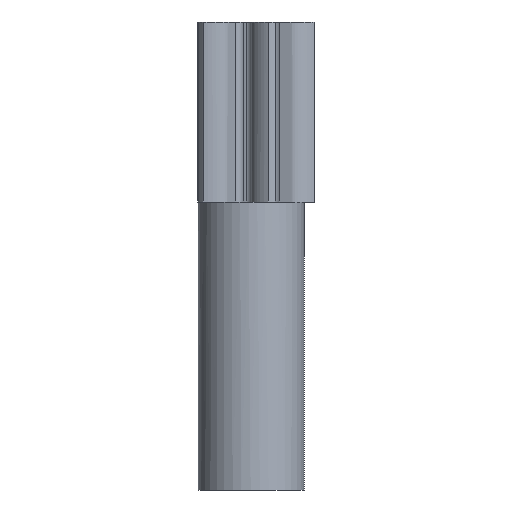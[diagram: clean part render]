
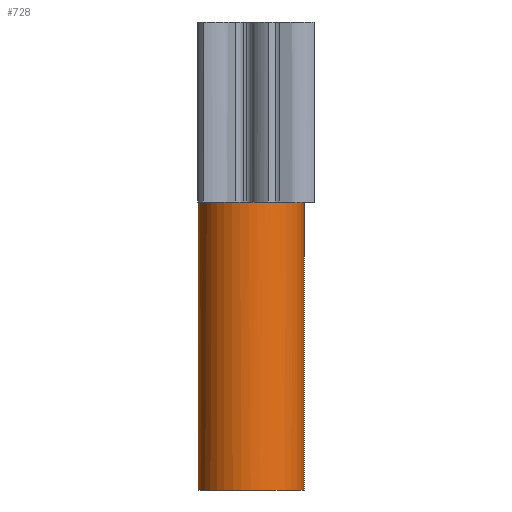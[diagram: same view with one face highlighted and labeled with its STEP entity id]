
A CAD part, front view. The second image highlights one B-rep face of the part: STEP entity #728.
In plain terms, the highlighted cylindrical face has radius 7.5 mm (diameter 15 mm), a full revolution.
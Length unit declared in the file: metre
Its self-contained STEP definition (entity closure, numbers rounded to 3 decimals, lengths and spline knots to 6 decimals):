
#102=CYLINDRICAL_SURFACE('',#823,0.0075);
#337=ORIENTED_EDGE('',*,*,#464,.F.);
#338=ORIENTED_EDGE('',*,*,#355,.T.);
#339=ORIENTED_EDGE('',*,*,#463,.T.);
#340=ORIENTED_EDGE('',*,*,#359,.T.);
#341=ORIENTED_EDGE('',*,*,#460,.T.);
#342=ORIENTED_EDGE('',*,*,#363,.T.);
#343=ORIENTED_EDGE('',*,*,#461,.T.);
#344=ORIENTED_EDGE('',*,*,#367,.T.);
#345=ORIENTED_EDGE('',*,*,#462,.T.);
#346=ORIENTED_EDGE('',*,*,#384,.T.);
#347=ORIENTED_EDGE('',*,*,#465,.T.);
#355=EDGE_CURVE('',#466,#467,#537,.T.);
#359=EDGE_CURVE('',#470,#471,#539,.T.);
#363=EDGE_CURVE('',#474,#475,#541,.T.);
#367=EDGE_CURVE('',#478,#479,#543,.T.);
#384=EDGE_CURVE('',#492,#493,#550,.T.);
#460=EDGE_CURVE('',#471,#474,#582,.T.);
#461=EDGE_CURVE('',#475,#478,#583,.T.);
#462=EDGE_CURVE('',#479,#492,#584,.T.);
#463=EDGE_CURVE('',#467,#470,#585,.T.);
#464=EDGE_CURVE('',#536,#536,#586,.T.);
#465=EDGE_CURVE('',#493,#466,#587,.T.);
#466=VERTEX_POINT('',#1031);
#467=VERTEX_POINT('',#1032);
#470=VERTEX_POINT('',#1090);
#471=VERTEX_POINT('',#1091);
#474=VERTEX_POINT('',#1149);
#475=VERTEX_POINT('',#1150);
#478=VERTEX_POINT('',#1208);
#479=VERTEX_POINT('',#1209);
#492=VERTEX_POINT('',#1294);
#493=VERTEX_POINT('',#1295);
#536=VERTEX_POINT('',#2250);
#537=CIRCLE('',#745,0.0075);
#539=CIRCLE('',#748,0.0075);
#541=CIRCLE('',#751,0.0075);
#543=CIRCLE('',#754,0.0075);
#550=CIRCLE('',#766,0.0075);
#582=CIRCLE('',#816,0.0075);
#583=CIRCLE('',#818,0.0075);
#584=CIRCLE('',#820,0.0075);
#585=CIRCLE('',#822,0.0075);
#586=CIRCLE('',#824,0.0075);
#587=CIRCLE('',#825,0.0075);
#628=EDGE_LOOP('',(#337));
#629=EDGE_LOOP('',(#338,#339,#340,#341,#342,#343,#344,#345,#346,#347));
#672=FACE_BOUND('',#628,.T.);
#673=FACE_BOUND('',#629,.T.);
#728=ADVANCED_FACE('',(#672,#673),#102,.T.);
#745=AXIS2_PLACEMENT_3D('',#1030,#832,#833);
#748=AXIS2_PLACEMENT_3D('',#1089,#838,#839);
#751=AXIS2_PLACEMENT_3D('',#1148,#844,#845);
#754=AXIS2_PLACEMENT_3D('',#1207,#850,#851);
#766=AXIS2_PLACEMENT_3D('',#1293,#882,#883);
#816=AXIS2_PLACEMENT_3D('',#2241,#1004,#1005);
#818=AXIS2_PLACEMENT_3D('',#2243,#1008,#1009);
#820=AXIS2_PLACEMENT_3D('',#2245,#1012,#1013);
#822=AXIS2_PLACEMENT_3D('',#2247,#1016,#1017);
#823=AXIS2_PLACEMENT_3D('',#2248,#1018,#1019);
#824=AXIS2_PLACEMENT_3D('',#2249,#1020,#1021);
#825=AXIS2_PLACEMENT_3D('',#2251,#1022,#1023);
#832=DIRECTION('',(0.,0.,-1.));
#833=DIRECTION('',(-1.,0.,0.));
#838=DIRECTION('',(0.,0.,-1.));
#839=DIRECTION('',(-1.,0.,0.));
#844=DIRECTION('',(0.,0.,-1.));
#845=DIRECTION('',(-1.,0.,0.));
#850=DIRECTION('',(0.,0.,-1.));
#851=DIRECTION('',(-1.,0.,0.));
#882=DIRECTION('',(0.,0.,-1.));
#883=DIRECTION('',(-1.,0.,0.));
#1004=DIRECTION('',(0.,0.,-1.));
#1005=DIRECTION('',(-1.,0.,0.));
#1008=DIRECTION('',(0.,0.,-1.));
#1009=DIRECTION('',(-1.,0.,0.));
#1012=DIRECTION('',(0.,0.,-1.));
#1013=DIRECTION('',(-1.,0.,0.));
#1016=DIRECTION('',(0.,0.,-1.));
#1017=DIRECTION('',(-1.,0.,0.));
#1018=DIRECTION('',(0.,0.,1.));
#1019=DIRECTION('',(1.,0.,0.));
#1020=DIRECTION('',(0.,0.,-1.));
#1021=DIRECTION('',(-1.,0.,0.));
#1022=DIRECTION('',(0.,0.,-1.));
#1023=DIRECTION('',(-1.,0.,0.));
#1030=CARTESIAN_POINT('',(-0.038013,0.068166,-0.08924));
#1031=CARTESIAN_POINT('',(-0.044943,0.071035,-0.08924));
#1032=CARTESIAN_POINT('',(-0.043078,0.073697,-0.08924));
#1089=CARTESIAN_POINT('',(-0.038013,0.068166,-0.08924));
#1090=CARTESIAN_POINT('',(-0.037426,0.075643,-0.08924));
#1091=CARTESIAN_POINT('',(-0.034318,0.074693,-0.08924));
#1148=CARTESIAN_POINT('',(-0.038013,0.068166,-0.08924));
#1149=CARTESIAN_POINT('',(-0.03072,0.069919,-0.08924));
#1150=CARTESIAN_POINT('',(-0.030664,0.066669,-0.08924));
#1207=CARTESIAN_POINT('',(-0.038013,0.068166,-0.08924));
#1208=CARTESIAN_POINT('',(-0.034093,0.061772,-0.08924));
#1209=CARTESIAN_POINT('',(-0.037166,0.060714,-0.08924));
#1293=CARTESIAN_POINT('',(-0.038013,0.068166,-0.08924));
#1294=CARTESIAN_POINT('',(-0.042882,0.062462,-0.08924));
#1295=CARTESIAN_POINT('',(-0.044838,0.065058,-0.08924));
#2241=CARTESIAN_POINT('',(-0.038013,0.068166,-0.08924));
#2243=CARTESIAN_POINT('',(-0.038013,0.068166,-0.08924));
#2245=CARTESIAN_POINT('',(-0.038013,0.068166,-0.08924));
#2247=CARTESIAN_POINT('',(-0.038013,0.068166,-0.08924));
#2248=CARTESIAN_POINT('',(-0.038013,0.068166,-0.12988));
#2249=CARTESIAN_POINT('',(-0.038013,0.068166,-0.12988));
#2250=CARTESIAN_POINT('',(-0.045513,0.068166,-0.12988));
#2251=CARTESIAN_POINT('',(-0.038013,0.068166,-0.08924));
